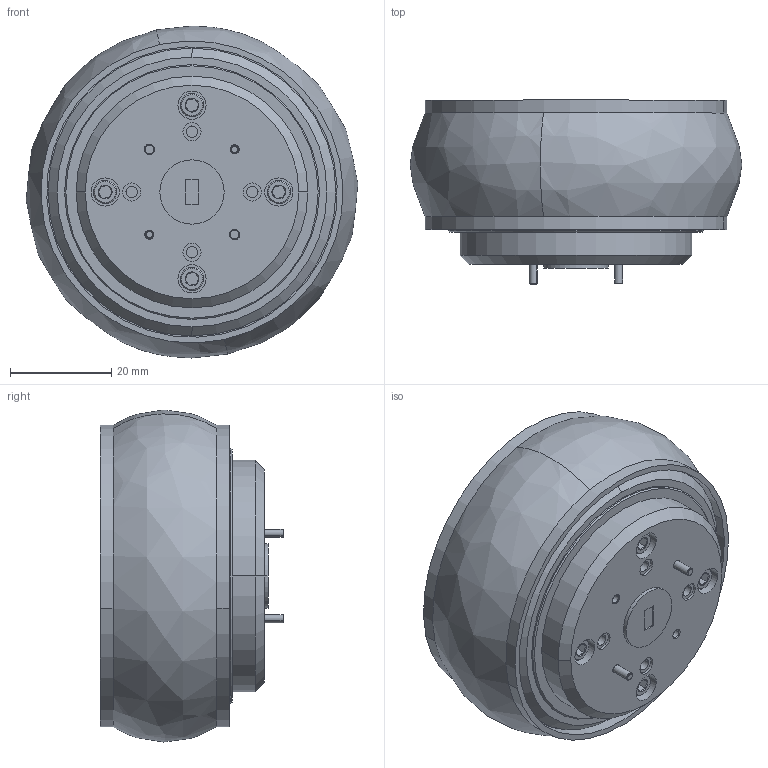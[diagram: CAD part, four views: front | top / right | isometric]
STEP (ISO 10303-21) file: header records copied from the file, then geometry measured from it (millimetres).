
FILE_DESCRIPTION (( 'STEP AP203' ), '1' );
FILE_NAME ('SAO-4036030415-19-S1.STEP', '2018-08-28T18:47:04', ( '' ), ( '' ), 'SwSTEP 2.0', 'SolidWorks 2016', '' );
FILE_SCHEMA (( 'CONFIG_CONTROL_DESIGN' ));
Length unit declared in the file: inch
Products named in the file (1): SAO-4036030415-19-S1
Bounding box: 65.45 x 36.26 x 65.53 mm (x, y, z)
Volume: 90899.3 mm3; surface area: 25115.9 mm2
Topology: 9 solids, 9 shells, 391 faces, 960 edges, 606 vertices
Faces by surface type: cylinder 234, cone 80, plane 67, bspline 10
Entity records: 15789 total; most frequent: CARTESIAN_POINT 7390, ORIENTED_EDGE 1912, DIRECTION 1586, EDGE_CURVE 956, AXIS2_PLACEMENT_3D 622, VERTEX_POINT 606, EDGE_LOOP 436, ADVANCED_FACE 391
